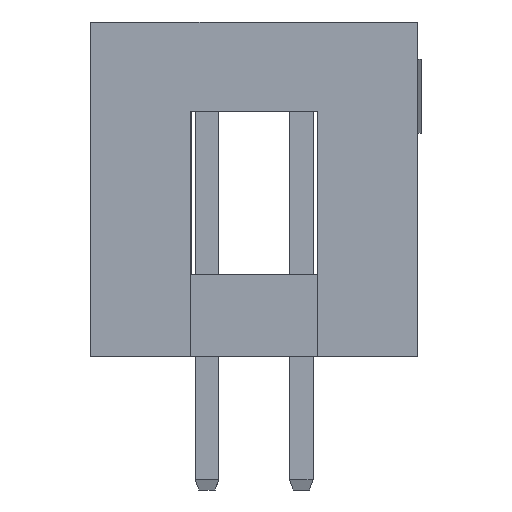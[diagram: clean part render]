
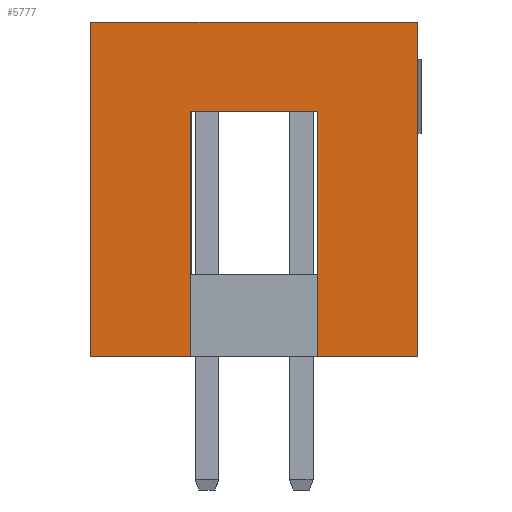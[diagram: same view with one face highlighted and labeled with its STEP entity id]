
A CAD part, left-side view. The second image highlights one B-rep face of the part: STEP entity #5777.
In plain terms, the highlighted planar face has unit normal (-1, 0, 0).
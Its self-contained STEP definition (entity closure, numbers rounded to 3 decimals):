
#450 = DIRECTION ( 'NONE',  ( 0., -1., 0. ) ) ;
#463 = EDGE_CURVE ( 'NONE', #4191, #2972, #3715, .T. ) ;
#666 = PLANE ( 'NONE',  #10933 ) ;
#697 = VERTEX_POINT ( 'NONE', #7763 ) ;
#984 = CARTESIAN_POINT ( 'NONE',  ( -5.17, 5.67, 0. ) ) ;
#1095 = VECTOR ( 'NONE', #4059, 1000. ) ;
#1247 = CARTESIAN_POINT ( 'NONE',  ( -5.17, 2.97, 0. ) ) ;
#1302 = LINE ( 'NONE', #1247, #5124 ) ;
#1370 = EDGE_CURVE ( 'NONE', #8142, #9054, #2099, .T. ) ;
#1447 = VECTOR ( 'NONE', #4458, 1000. ) ;
#1489 = CARTESIAN_POINT ( 'NONE',  ( -5.17, -3.13, 9. ) ) ;
#1538 = VECTOR ( 'NONE', #9685, 1000. ) ;
#1615 = ORIENTED_EDGE ( 'NONE', *, *, #5321, .T. ) ;
#1693 = VECTOR ( 'NONE', #450, 1000. ) ;
#1740 = LINE ( 'NONE', #3738, #8632 ) ;
#1787 = LINE ( 'NONE', #5270, #1538 ) ;
#1795 = ORIENTED_EDGE ( 'NONE', *, *, #463, .F. ) ;
#1974 = ORIENTED_EDGE ( 'NONE', *, *, #4449, .F. ) ;
#1982 = EDGE_CURVE ( 'NONE', #5721, #8142, #10413, .T. ) ;
#2004 = CARTESIAN_POINT ( 'NONE',  ( -5.17, 5.67, 0. ) ) ;
#2099 = LINE ( 'NONE', #8966, #1693 ) ;
#2631 = ORIENTED_EDGE ( 'NONE', *, *, #9499, .T. ) ;
#2972 = VERTEX_POINT ( 'NONE', #3110 ) ;
#3110 = CARTESIAN_POINT ( 'NONE',  ( -5.17, 5.67, 9. ) ) ;
#3160 = ORIENTED_EDGE ( 'NONE', *, *, #1982, .T. ) ;
#3715 = LINE ( 'NONE', #2004, #5504 ) ;
#3738 = CARTESIAN_POINT ( 'NONE',  ( -5.17, -3.13, 0. ) ) ;
#3798 = CARTESIAN_POINT ( 'NONE',  ( -5.17, -0.43, 6.6 ) ) ;
#3811 = DIRECTION ( 'NONE',  ( 0., 0., 1. ) ) ;
#3854 = EDGE_LOOP ( 'NONE', ( #1615, #2631, #3160, #7762, #4112, #1974, #1795, #4384 ) ) ;
#4059 = DIRECTION ( 'NONE',  ( 0., -1., 0. ) ) ;
#4112 = ORIENTED_EDGE ( 'NONE', *, *, #8905, .T. ) ;
#4191 = VERTEX_POINT ( 'NONE', #984 ) ;
#4384 = ORIENTED_EDGE ( 'NONE', *, *, #7146, .T. ) ;
#4406 = LINE ( 'NONE', #10254, #9371 ) ;
#4449 = EDGE_CURVE ( 'NONE', #2972, #9750, #9103, .T. ) ;
#4458 = DIRECTION ( 'NONE',  ( 0., 0., -1. ) ) ;
#5124 = VECTOR ( 'NONE', #3811, 1000. ) ;
#5221 = DIRECTION ( 'NONE',  ( 0., 0., 1. ) ) ;
#5270 = CARTESIAN_POINT ( 'NONE',  ( -5.17, 0., 0. ) ) ;
#5292 = CARTESIAN_POINT ( 'NONE',  ( -5.17, 2.97, 0. ) ) ;
#5321 = EDGE_CURVE ( 'NONE', #10775, #697, #1302, .T. ) ;
#5504 = VECTOR ( 'NONE', #7178, 1000. ) ;
#5721 = VERTEX_POINT ( 'NONE', #3798 ) ;
#5777 = ADVANCED_FACE ( 'NONE', ( #8486 ), #666, .T. ) ;
#6168 = DIRECTION ( 'NONE',  ( 0., -1., 0. ) ) ;
#6759 = CARTESIAN_POINT ( 'NONE',  ( -5.17, 0., 0. ) ) ;
#7146 = EDGE_CURVE ( 'NONE', #4191, #10775, #1787, .T. ) ;
#7178 = DIRECTION ( 'NONE',  ( 0., 0., 1. ) ) ;
#7276 = CARTESIAN_POINT ( 'NONE',  ( -5.17, -0.43, 0. ) ) ;
#7762 = ORIENTED_EDGE ( 'NONE', *, *, #1370, .T. ) ;
#7763 = CARTESIAN_POINT ( 'NONE',  ( -5.17, 2.97, 6.6 ) ) ;
#8142 = VERTEX_POINT ( 'NONE', #7276 ) ;
#8486 = FACE_OUTER_BOUND ( 'NONE', #3854, .T. ) ;
#8632 = VECTOR ( 'NONE', #5221, 1000. ) ;
#8905 = EDGE_CURVE ( 'NONE', #9054, #9750, #1740, .T. ) ;
#8966 = CARTESIAN_POINT ( 'NONE',  ( -5.17, 0., 0. ) ) ;
#9054 = VERTEX_POINT ( 'NONE', #10830 ) ;
#9103 = LINE ( 'NONE', #10021, #1095 ) ;
#9371 = VECTOR ( 'NONE', #6168, 1000. ) ;
#9499 = EDGE_CURVE ( 'NONE', #697, #5721, #4406, .T. ) ;
#9668 = CARTESIAN_POINT ( 'NONE',  ( -5.17, -0.43, 0. ) ) ;
#9685 = DIRECTION ( 'NONE',  ( 0., -1., 0. ) ) ;
#9750 = VERTEX_POINT ( 'NONE', #1489 ) ;
#10021 = CARTESIAN_POINT ( 'NONE',  ( -5.17, 0., 9. ) ) ;
#10157 = DIRECTION ( 'NONE',  ( 0., 0., 1. ) ) ;
#10254 = CARTESIAN_POINT ( 'NONE',  ( -5.17, 0., 6.6 ) ) ;
#10413 = LINE ( 'NONE', #9668, #1447 ) ;
#10775 = VERTEX_POINT ( 'NONE', #5292 ) ;
#10830 = CARTESIAN_POINT ( 'NONE',  ( -5.17, -3.13, 0. ) ) ;
#10933 = AXIS2_PLACEMENT_3D ( 'NONE', #6759, #11116, #10157 ) ;
#11116 = DIRECTION ( 'NONE',  ( -1., 0., 0. ) ) ;
